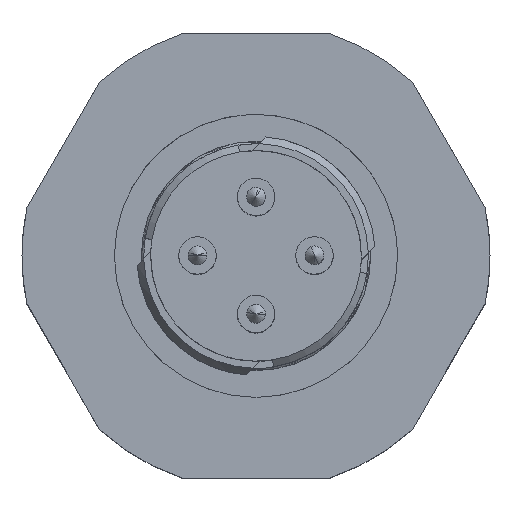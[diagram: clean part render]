
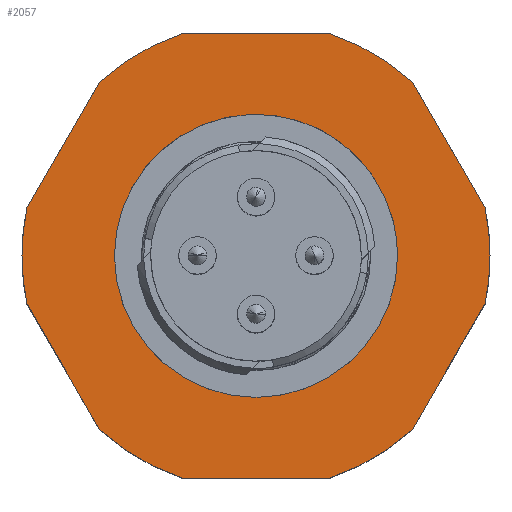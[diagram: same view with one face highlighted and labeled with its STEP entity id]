
A CAD part, top view. The second image highlights one B-rep face of the part: STEP entity #2057.
In plain terms, the highlighted planar face has unit normal (0, 0, 1).
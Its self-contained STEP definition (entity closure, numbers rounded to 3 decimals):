
#1899=AXIS2_PLACEMENT_3D('Circle Axis2P3D',#1897,#1898,$) ;
#1913=AXIS2_PLACEMENT_3D('Plane Axis2P3D',#1910,#1911,#1912) ;
#1854=CARTESIAN_POINT('Control Point',(3.95,9.5,20.5)) ;
#1855=CARTESIAN_POINT('Control Point',(3.95,10.45,20.5)) ;
#1856=CARTESIAN_POINT('Control Point',(4.137,11.401,20.5)) ;
#1857=CARTESIAN_POINT('Control Point',(4.51,12.302,20.5)) ;
#1858=CARTESIAN_POINT('Control Point',(5.59,13.91,20.5)) ;
#1859=CARTESIAN_POINT('Control Point',(7.198,14.99,20.5)) ;
#1860=CARTESIAN_POINT('Control Point',(8.099,15.363,20.5)) ;
#1861=CARTESIAN_POINT('Control Point',(10.,15.737,20.5)) ;
#1862=CARTESIAN_POINT('Control Point',(11.901,15.363,20.5)) ;
#1863=CARTESIAN_POINT('Control Point',(12.802,14.99,20.5)) ;
#1864=CARTESIAN_POINT('Control Point',(14.41,13.91,20.5)) ;
#1865=CARTESIAN_POINT('Control Point',(15.49,12.302,20.5)) ;
#1866=CARTESIAN_POINT('Control Point',(15.863,11.401,20.5)) ;
#1867=CARTESIAN_POINT('Control Point',(16.05,10.45,20.5)) ;
#1868=CARTESIAN_POINT('Control Point',(16.05,9.5,20.5)) ;
#1869=CARTESIAN_POINT('Vertex',(3.95,9.5,20.5)) ;
#1871=CARTESIAN_POINT('Vertex',(16.05,9.5,20.5)) ;
#1897=CARTESIAN_POINT('Axis2P3D Location',(10.,9.5,20.5)) ;
#1910=CARTESIAN_POINT('Axis2P3D Location',(18.025,9.5,20.5)) ;
#1915=CARTESIAN_POINT('Line Origine',(18.227,14.25,20.5)) ;
#1919=CARTESIAN_POINT('Vertex',(19.788,11.546,20.5)) ;
#1921=CARTESIAN_POINT('Vertex',(16.666,16.954,20.5)) ;
#1925=CARTESIAN_POINT('Control Point',(13.122,19.,20.5)) ;
#1926=CARTESIAN_POINT('Control Point',(13.905,18.743,20.5)) ;
#1927=CARTESIAN_POINT('Control Point',(14.662,18.405,20.5)) ;
#1928=CARTESIAN_POINT('Control Point',(15.381,17.99,20.5)) ;
#1929=CARTESIAN_POINT('Control Point',(16.052,17.504,20.5)) ;
#1930=CARTESIAN_POINT('Control Point',(16.666,16.954,20.5)) ;
#1931=CARTESIAN_POINT('Vertex',(13.122,19.,20.5)) ;
#1934=CARTESIAN_POINT('Line Origine',(10.,19.,20.5)) ;
#1938=CARTESIAN_POINT('Vertex',(6.878,19.,20.5)) ;
#1942=CARTESIAN_POINT('Control Point',(3.334,16.954,20.5)) ;
#1943=CARTESIAN_POINT('Control Point',(3.948,17.504,20.5)) ;
#1944=CARTESIAN_POINT('Control Point',(4.619,17.99,20.5)) ;
#1945=CARTESIAN_POINT('Control Point',(5.338,18.405,20.5)) ;
#1946=CARTESIAN_POINT('Control Point',(6.095,18.743,20.5)) ;
#1947=CARTESIAN_POINT('Control Point',(6.878,19.,20.5)) ;
#1948=CARTESIAN_POINT('Vertex',(3.334,16.954,20.5)) ;
#1951=CARTESIAN_POINT('Line Origine',(1.773,14.25,20.5)) ;
#1955=CARTESIAN_POINT('Vertex',(0.212,11.546,20.5)) ;
#1959=CARTESIAN_POINT('Control Point',(0.,9.5,20.5)) ;
#1960=CARTESIAN_POINT('Control Point',(0.,9.912,20.5)) ;
#1961=CARTESIAN_POINT('Control Point',(0.021,10.324,20.5)) ;
#1962=CARTESIAN_POINT('Control Point',(0.064,10.735,20.5)) ;
#1963=CARTESIAN_POINT('Control Point',(0.127,11.142,20.5)) ;
#1964=CARTESIAN_POINT('Control Point',(0.212,11.546,20.5)) ;
#1965=CARTESIAN_POINT('Vertex',(0.,9.5,20.5)) ;
#1969=CARTESIAN_POINT('Control Point',(0.212,7.454,20.5)) ;
#1970=CARTESIAN_POINT('Control Point',(0.127,7.858,20.5)) ;
#1971=CARTESIAN_POINT('Control Point',(0.064,8.265,20.5)) ;
#1972=CARTESIAN_POINT('Control Point',(0.021,8.676,20.5)) ;
#1973=CARTESIAN_POINT('Control Point',(0.,9.088,20.5)) ;
#1974=CARTESIAN_POINT('Control Point',(0.,9.5,20.5)) ;
#1975=CARTESIAN_POINT('Vertex',(0.212,7.454,20.5)) ;
#1978=CARTESIAN_POINT('Line Origine',(1.773,4.75,20.5)) ;
#1982=CARTESIAN_POINT('Vertex',(3.334,2.046,20.5)) ;
#1986=CARTESIAN_POINT('Control Point',(6.878,0.,20.5)) ;
#1987=CARTESIAN_POINT('Control Point',(6.095,0.257,20.5)) ;
#1988=CARTESIAN_POINT('Control Point',(5.338,0.595,20.5)) ;
#1989=CARTESIAN_POINT('Control Point',(4.619,1.01,20.5)) ;
#1990=CARTESIAN_POINT('Control Point',(3.948,1.496,20.5)) ;
#1991=CARTESIAN_POINT('Control Point',(3.334,2.046,20.5)) ;
#1992=CARTESIAN_POINT('Vertex',(6.878,0.,20.5)) ;
#1995=CARTESIAN_POINT('Line Origine',(10.,0.,20.5)) ;
#1999=CARTESIAN_POINT('Vertex',(13.122,0.,20.5)) ;
#2003=CARTESIAN_POINT('Control Point',(16.666,2.046,20.5)) ;
#2004=CARTESIAN_POINT('Control Point',(16.052,1.496,20.5)) ;
#2005=CARTESIAN_POINT('Control Point',(15.381,1.01,20.5)) ;
#2006=CARTESIAN_POINT('Control Point',(14.662,0.595,20.5)) ;
#2007=CARTESIAN_POINT('Control Point',(13.905,0.257,20.5)) ;
#2008=CARTESIAN_POINT('Control Point',(13.122,0.,20.5)) ;
#2009=CARTESIAN_POINT('Vertex',(16.666,2.046,20.5)) ;
#2012=CARTESIAN_POINT('Line Origine',(18.227,4.75,20.5)) ;
#2016=CARTESIAN_POINT('Vertex',(19.788,7.454,20.5)) ;
#2020=CARTESIAN_POINT('Control Point',(20.,9.5,20.5)) ;
#2021=CARTESIAN_POINT('Control Point',(20.,9.088,20.5)) ;
#2022=CARTESIAN_POINT('Control Point',(19.979,8.676,20.5)) ;
#2023=CARTESIAN_POINT('Control Point',(19.936,8.265,20.5)) ;
#2024=CARTESIAN_POINT('Control Point',(19.873,7.858,20.5)) ;
#2025=CARTESIAN_POINT('Control Point',(19.788,7.454,20.5)) ;
#2026=CARTESIAN_POINT('Vertex',(20.,9.5,20.5)) ;
#2030=CARTESIAN_POINT('Control Point',(19.788,11.546,20.5)) ;
#2031=CARTESIAN_POINT('Control Point',(19.873,11.142,20.5)) ;
#2032=CARTESIAN_POINT('Control Point',(19.936,10.735,20.5)) ;
#2033=CARTESIAN_POINT('Control Point',(19.979,10.324,20.5)) ;
#2034=CARTESIAN_POINT('Control Point',(20.,9.912,20.5)) ;
#2035=CARTESIAN_POINT('Control Point',(20.,9.5,20.5)) ;
#1898=DIRECTION('Axis2P3D Direction',(0.,0.,-1.)) ;
#1911=DIRECTION('Axis2P3D Direction',(0.,0.,1.)) ;
#1912=DIRECTION('Axis2P3D XDirection',(0.,-1.,0.)) ;
#1916=DIRECTION('Vector Direction',(-0.5,0.866,0.)) ;
#1935=DIRECTION('Vector Direction',(-1.,0.,0.)) ;
#1952=DIRECTION('Vector Direction',(-0.5,-0.866,0.)) ;
#1979=DIRECTION('Vector Direction',(0.5,-0.866,0.)) ;
#1996=DIRECTION('Vector Direction',(1.,0.,0.)) ;
#2013=DIRECTION('Vector Direction',(0.5,0.866,0.)) ;
#1917=VECTOR('Line Direction',#1916,1.) ;
#1936=VECTOR('Line Direction',#1935,1.) ;
#1953=VECTOR('Line Direction',#1952,1.) ;
#1980=VECTOR('Line Direction',#1979,1.) ;
#1997=VECTOR('Line Direction',#1996,1.) ;
#2014=VECTOR('Line Direction',#2013,1.) ;
#2038=ORIENTED_EDGE('',*,*,#1923,.T.) ;
#2039=ORIENTED_EDGE('',*,*,#1933,.F.) ;
#2040=ORIENTED_EDGE('',*,*,#1940,.T.) ;
#2041=ORIENTED_EDGE('',*,*,#1950,.F.) ;
#2042=ORIENTED_EDGE('',*,*,#1957,.T.) ;
#2043=ORIENTED_EDGE('',*,*,#1967,.F.) ;
#2044=ORIENTED_EDGE('',*,*,#1977,.F.) ;
#2045=ORIENTED_EDGE('',*,*,#1984,.T.) ;
#2046=ORIENTED_EDGE('',*,*,#1994,.F.) ;
#2047=ORIENTED_EDGE('',*,*,#2001,.T.) ;
#2048=ORIENTED_EDGE('',*,*,#2011,.F.) ;
#2049=ORIENTED_EDGE('',*,*,#2018,.T.) ;
#2050=ORIENTED_EDGE('',*,*,#2028,.F.) ;
#2051=ORIENTED_EDGE('',*,*,#2036,.F.) ;
#2054=ORIENTED_EDGE('',*,*,#1901,.T.) ;
#2055=ORIENTED_EDGE('',*,*,#1873,.T.) ;
#2056=FACE_BOUND('',#2053,.T.) ;
#2057=ADVANCED_FACE('V1',(#2052,#2056),#1914,.T.) ;
#1853=B_SPLINE_CURVE_WITH_KNOTS('',5,(#1854,#1855,#1856,#1857,#1858,#1859,#1860,#1861,#1862,#1863,#1864,#1865,#1866,#1867,#1868),.UNSPECIFIED.,.F.,.U.,(6,3,3,3,6),(-9.503,-4.752,0.,4.752,9.503),.UNSPECIFIED.) ;
#1924=B_SPLINE_CURVE_WITH_KNOTS('',5,(#1925,#1926,#1927,#1928,#1929,#1930),.UNSPECIFIED.,.F.,.U.,(6,6),(0.,5.828),.UNSPECIFIED.) ;
#1941=B_SPLINE_CURVE_WITH_KNOTS('',5,(#1942,#1943,#1944,#1945,#1946,#1947),.UNSPECIFIED.,.F.,.U.,(6,6),(0.,5.828),.UNSPECIFIED.) ;
#1958=B_SPLINE_CURVE_WITH_KNOTS('',5,(#1959,#1960,#1961,#1962,#1963,#1964),.UNSPECIFIED.,.F.,.U.,(6,6),(2.914,5.828),.UNSPECIFIED.) ;
#1968=B_SPLINE_CURVE_WITH_KNOTS('',5,(#1969,#1970,#1971,#1972,#1973,#1974),.UNSPECIFIED.,.F.,.U.,(6,6),(0.,2.914),.UNSPECIFIED.) ;
#1985=B_SPLINE_CURVE_WITH_KNOTS('',5,(#1986,#1987,#1988,#1989,#1990,#1991),.UNSPECIFIED.,.F.,.U.,(6,6),(0.,5.828),.UNSPECIFIED.) ;
#2002=B_SPLINE_CURVE_WITH_KNOTS('',5,(#2003,#2004,#2005,#2006,#2007,#2008),.UNSPECIFIED.,.F.,.U.,(6,6),(0.,5.828),.UNSPECIFIED.) ;
#2019=B_SPLINE_CURVE_WITH_KNOTS('',5,(#2020,#2021,#2022,#2023,#2024,#2025),.UNSPECIFIED.,.F.,.U.,(6,6),(2.914,5.828),.UNSPECIFIED.) ;
#2029=B_SPLINE_CURVE_WITH_KNOTS('',5,(#2030,#2031,#2032,#2033,#2034,#2035),.UNSPECIFIED.,.F.,.U.,(6,6),(0.,2.914),.UNSPECIFIED.) ;
#1900=CIRCLE('generated circle',#1899,6.05) ;
#1873=EDGE_CURVE('',#1870,#1872,#1853,.T.) ;
#1901=EDGE_CURVE('',#1872,#1870,#1900,.T.) ;
#1923=EDGE_CURVE('',#1920,#1922,#1918,.T.) ;
#1933=EDGE_CURVE('',#1932,#1922,#1924,.T.) ;
#1940=EDGE_CURVE('',#1932,#1939,#1937,.T.) ;
#1950=EDGE_CURVE('',#1949,#1939,#1941,.T.) ;
#1957=EDGE_CURVE('',#1949,#1956,#1954,.T.) ;
#1967=EDGE_CURVE('',#1966,#1956,#1958,.T.) ;
#1977=EDGE_CURVE('',#1976,#1966,#1968,.T.) ;
#1984=EDGE_CURVE('',#1976,#1983,#1981,.T.) ;
#1994=EDGE_CURVE('',#1993,#1983,#1985,.T.) ;
#2001=EDGE_CURVE('',#1993,#2000,#1998,.T.) ;
#2011=EDGE_CURVE('',#2010,#2000,#2002,.T.) ;
#2018=EDGE_CURVE('',#2010,#2017,#2015,.T.) ;
#2028=EDGE_CURVE('',#2027,#2017,#2019,.T.) ;
#2036=EDGE_CURVE('',#1920,#2027,#2029,.T.) ;
#2037=EDGE_LOOP('',(#2038,#2039,#2040,#2041,#2042,#2043,#2044,#2045,#2046,#2047,#2048,#2049,#2050,#2051)) ;
#2053=EDGE_LOOP('',(#2054,#2055)) ;
#2052=FACE_OUTER_BOUND('',#2037,.T.) ;
#1918=LINE('Line',#1915,#1917) ;
#1937=LINE('Line',#1934,#1936) ;
#1954=LINE('Line',#1951,#1953) ;
#1981=LINE('Line',#1978,#1980) ;
#1998=LINE('Line',#1995,#1997) ;
#2015=LINE('Line',#2012,#2014) ;
#1914=PLANE('',#1913) ;
#1870=VERTEX_POINT('',#1869) ;
#1872=VERTEX_POINT('',#1871) ;
#1920=VERTEX_POINT('',#1919) ;
#1922=VERTEX_POINT('',#1921) ;
#1932=VERTEX_POINT('',#1931) ;
#1939=VERTEX_POINT('',#1938) ;
#1949=VERTEX_POINT('',#1948) ;
#1956=VERTEX_POINT('',#1955) ;
#1966=VERTEX_POINT('',#1965) ;
#1976=VERTEX_POINT('',#1975) ;
#1983=VERTEX_POINT('',#1982) ;
#1993=VERTEX_POINT('',#1992) ;
#2000=VERTEX_POINT('',#1999) ;
#2010=VERTEX_POINT('',#2009) ;
#2017=VERTEX_POINT('',#2016) ;
#2027=VERTEX_POINT('',#2026) ;
